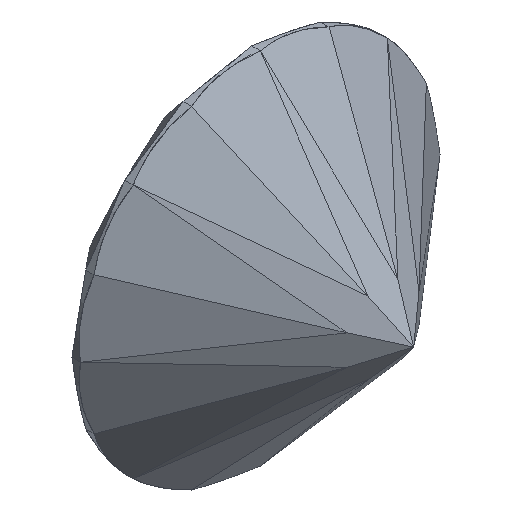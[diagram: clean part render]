
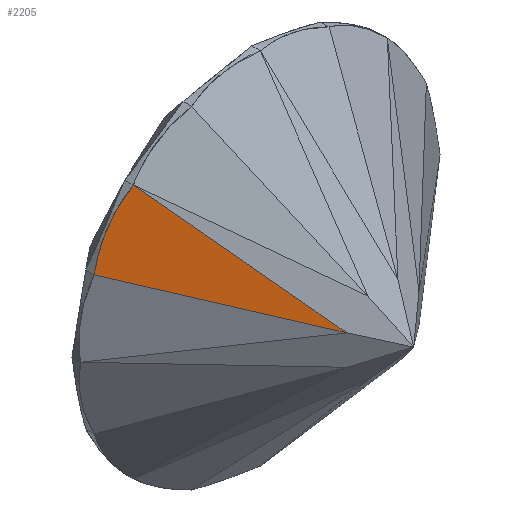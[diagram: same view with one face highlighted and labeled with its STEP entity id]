
A CAD part, isometric view. The second image highlights one B-rep face of the part: STEP entity #2205.
In plain terms, the highlighted free-form (B-spline) face has degree [1, 1] with [2, 2] control points.
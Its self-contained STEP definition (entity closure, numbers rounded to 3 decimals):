
#2205 = ADVANCED_FACE('',(#2206),#2238,.T.);
#2206 = FACE_BOUND('',#2207,.T.);
#2207 = EDGE_LOOP('',(#2208,#2217,#2225,#2233));
#2208 = ORIENTED_EDGE('',*,*,#2209,.T.);
#2209 = EDGE_CURVE('',#2210,#2212,#2214,.T.);
#2210 = VERTEX_POINT('',#2211);
#2211 = CARTESIAN_POINT('',(-1.5,-5.304,
    0.621));
#2212 = VERTEX_POINT('',#2213);
#2213 = CARTESIAN_POINT('',(-6.928,-0.184,
    2.87));
#2214 = B_SPLINE_CURVE_WITH_KNOTS('',1,(#2215,#2216),.UNSPECIFIED.,.F.,
  .F.,(2,2),(0.,8.314),.PIECEWISE_BEZIER_KNOTS.);
#2215 = CARTESIAN_POINT('',(-1.5,-5.304,
    0.621));
#2216 = CARTESIAN_POINT('',(-6.928,-0.184,
    2.87));
#2217 = ORIENTED_EDGE('',*,*,#2218,.T.);
#2218 = EDGE_CURVE('',#2212,#2219,#2221,.T.);
#2219 = VERTEX_POINT('',#2220);
#2220 = CARTESIAN_POINT('',(-6.235,-0.056,
    4.166));
#2221 = B_SPLINE_CURVE_WITH_KNOTS('',2,(#2222,#2223,#2224),
  .UNSPECIFIED.,.F.,.F.,(3,3),(0.,0.5),.PIECEWISE_BEZIER_KNOTS.);
#2222 = CARTESIAN_POINT('',(-6.928,-0.184,
    2.87));
#2223 = CARTESIAN_POINT('',(-6.646,-0.056,
    3.552));
#2224 = CARTESIAN_POINT('',(-6.235,-0.056,
    4.166));
#2225 = ORIENTED_EDGE('',*,*,#2226,.T.);
#2226 = EDGE_CURVE('',#2219,#2227,#2229,.T.);
#2227 = VERTEX_POINT('',#2228);
#2228 = CARTESIAN_POINT('',(-5.303,-0.184,
    5.303));
#2229 = B_SPLINE_CURVE_WITH_KNOTS('',2,(#2230,#2231,#2232),
  .UNSPECIFIED.,.F.,.F.,(3,3),(0.5,1.),.PIECEWISE_BEZIER_KNOTS.);
#2230 = CARTESIAN_POINT('',(-6.235,-0.056,
    4.166));
#2231 = CARTESIAN_POINT('',(-5.825,-0.056,
    4.78));
#2232 = CARTESIAN_POINT('',(-5.303,-0.184,
    5.303));
#2233 = ORIENTED_EDGE('',*,*,#2234,.T.);
#2234 = EDGE_CURVE('',#2227,#2210,#2235,.T.);
#2235 = B_SPLINE_CURVE_WITH_KNOTS('',1,(#2236,#2237),.UNSPECIFIED.,.F.,
  .F.,(2,2),(0.,8.44),.PIECEWISE_BEZIER_KNOTS.);
#2236 = CARTESIAN_POINT('',(-5.303,-0.184,
    5.303));
#2237 = CARTESIAN_POINT('',(-1.5,-5.304,
    0.621));
#2238 = B_SPLINE_SURFACE_WITH_KNOTS('',1,1,(
    (#2239,#2240)
    ,(#2241,#2242
    )),.UNSPECIFIED.,.F.,.F.,.F.,(2,2),(2,2),(0.,1.),(0.,1.),
  .PIECEWISE_BEZIER_KNOTS.);
#2239 = CARTESIAN_POINT('',(-5.654,0.157,
    5.467));
#2240 = CARTESIAN_POINT('',(-6.988,-0.127,
    2.895));
#2241 = CARTESIAN_POINT('',(-0.133,-5.051,
    3.18));
#2242 = CARTESIAN_POINT('',(-1.467,-5.335,
    0.608));
